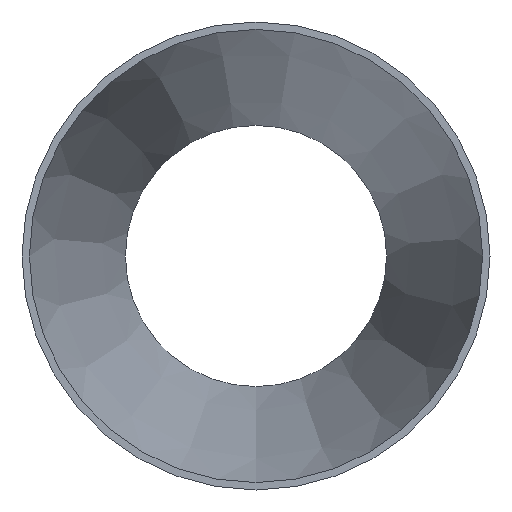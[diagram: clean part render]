
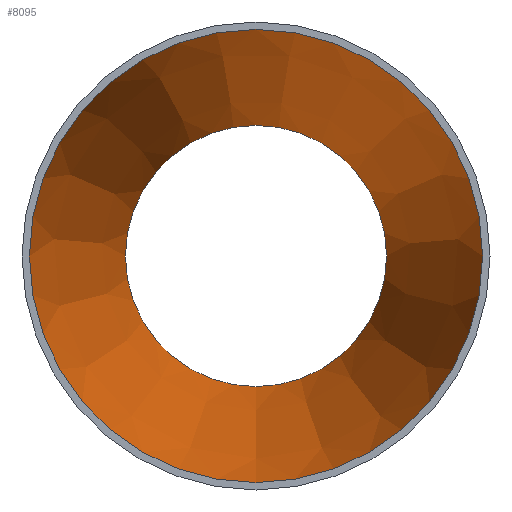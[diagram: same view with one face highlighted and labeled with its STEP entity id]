
A CAD part, front view. The second image highlights one B-rep face of the part: STEP entity #8095.
In plain terms, the highlighted conical face has half-angle 11.765 degrees and reference radius 62.457 mm.
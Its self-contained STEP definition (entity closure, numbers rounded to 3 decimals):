
#822 = EDGE_LOOP ( 'NONE', ( #27782 ) ) ;
#2251 = DIRECTION ( 'NONE',  ( 0., -1., 0. ) ) ;
#8095 = ADVANCED_FACE ( 'NONE', ( #8839, #8407 ), #13312, .F. ) ;
#8407 = FACE_OUTER_BOUND ( 'NONE', #26664, .T. ) ;
#8696 = CARTESIAN_POINT ( 'NONE',  ( 0., 0., 0. ) ) ;
#8839 = FACE_BOUND ( 'NONE', #822, .T. ) ;
#8885 = VERTEX_POINT ( 'NONE', #29809 ) ;
#10371 = CIRCLE ( 'NONE', #17642, 36.007 ) ;
#10428 = AXIS2_PLACEMENT_3D ( 'NONE', #8696, #26891, #17934 ) ;
#11811 = DIRECTION ( 'NONE',  ( 0., 0., -1. ) ) ;
#13312 = CONICAL_SURFACE ( 'NONE', #10428, 62.457, 0.205 ) ;
#13768 = DIRECTION ( 'NONE',  ( 0., -1., 0. ) ) ;
#13890 = CIRCLE ( 'NONE', #17785, 62.457 ) ;
#16202 = CARTESIAN_POINT ( 'NONE',  ( 0., 127., 0. ) ) ;
#16701 = CARTESIAN_POINT ( 'NONE',  ( 0., 0., 0. ) ) ;
#17642 = AXIS2_PLACEMENT_3D ( 'NONE', #16202, #13768, #11811 ) ;
#17785 = AXIS2_PLACEMENT_3D ( 'NONE', #16701, #2251, #25340 ) ;
#17934 = DIRECTION ( 'NONE',  ( 0., 0., -1. ) ) ;
#20546 = VERTEX_POINT ( 'NONE', #20693 ) ;
#20693 = CARTESIAN_POINT ( 'NONE',  ( 0., 0., -62.457 ) ) ;
#21698 = EDGE_CURVE ( 'NONE', #8885, #8885, #10371, .T. ) ;
#24353 = ORIENTED_EDGE ( 'NONE', *, *, #27688, .T. ) ;
#25340 = DIRECTION ( 'NONE',  ( 0., 0., -1. ) ) ;
#26664 = EDGE_LOOP ( 'NONE', ( #24353 ) ) ;
#26891 = DIRECTION ( 'NONE',  ( 0., -1., 0. ) ) ;
#27688 = EDGE_CURVE ( 'NONE', #20546, #20546, #13890, .T. ) ;
#27782 = ORIENTED_EDGE ( 'NONE', *, *, #21698, .F. ) ;
#29809 = CARTESIAN_POINT ( 'NONE',  ( 0., 127., -36.007 ) ) ;
